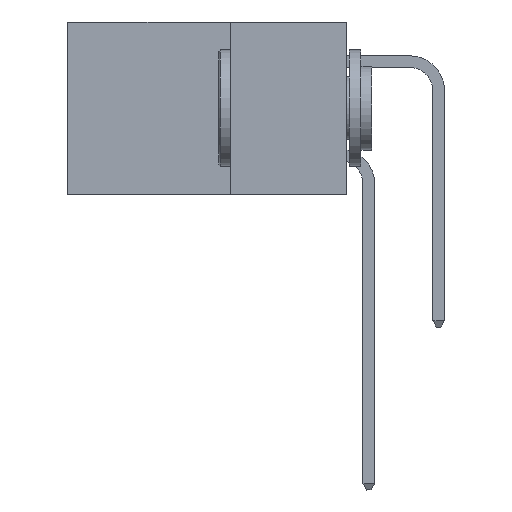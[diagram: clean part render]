
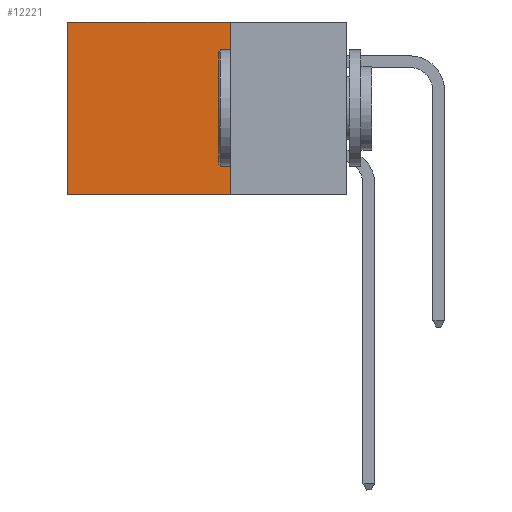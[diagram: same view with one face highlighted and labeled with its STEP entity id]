
A CAD part, left-side view. The second image highlights one B-rep face of the part: STEP entity #12221.
In plain terms, the highlighted planar face has unit normal (-1, 0, 0).
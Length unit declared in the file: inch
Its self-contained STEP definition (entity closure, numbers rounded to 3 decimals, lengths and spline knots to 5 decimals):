
#884 = VERTEX_POINT ( 'NONE', #18268 ) ;
#1536 = AXIS2_PLACEMENT_3D ( 'NONE', #7096, #18702, #11820 ) ;
#5575 = LINE ( 'NONE', #7665, #8112 ) ;
#6576 = CARTESIAN_POINT ( 'NONE',  ( 0.2875, 0.25, 0. ) ) ;
#7096 = CARTESIAN_POINT ( 'NONE',  ( 0.2875, 0.25, 0. ) ) ;
#7665 = CARTESIAN_POINT ( 'NONE',  ( 0.2875, 0.25, 0. ) ) ;
#7760 = ORIENTED_EDGE ( 'NONE', *, *, #23741, .T. ) ;
#8042 = CARTESIAN_POINT ( 'NONE',  ( 0.2875, 0.25, -0.37 ) ) ;
#8112 = VECTOR ( 'NONE', #14494, 39.37008 ) ;
#8149 = DIRECTION ( 'NONE',  ( 0., 0., -1. ) ) ;
#8968 = CARTESIAN_POINT ( 'NONE',  ( 0.2875, 0.6, -0.37 ) ) ;
#9850 = VECTOR ( 'NONE', #17144, 39.37008 ) ;
#10624 = VECTOR ( 'NONE', #22756, 39.37008 ) ;
#10972 = LINE ( 'NONE', #6576, #10624 ) ;
#11593 = EDGE_LOOP ( 'NONE', ( #7760, #17726, #15933, #14293 ) ) ;
#11820 = DIRECTION ( 'NONE',  ( 0., 0., -1. ) ) ;
#12104 = LINE ( 'NONE', #13054, #23507 ) ;
#12221 = ADVANCED_FACE ( 'NONE', ( #21210 ), #18603, .F. ) ;
#12753 = LINE ( 'NONE', #8042, #9850 ) ;
#13054 = CARTESIAN_POINT ( 'NONE',  ( 0.2875, 0.6, 0. ) ) ;
#14293 = ORIENTED_EDGE ( 'NONE', *, *, #20664, .T. ) ;
#14494 = DIRECTION ( 'NONE',  ( 0., 1., 0. ) ) ;
#14826 = VERTEX_POINT ( 'NONE', #21540 ) ;
#15933 = ORIENTED_EDGE ( 'NONE', *, *, #23321, .F. ) ;
#16254 = CARTESIAN_POINT ( 'NONE',  ( 0.2875, 0.6, 0. ) ) ;
#17144 = DIRECTION ( 'NONE',  ( 0., 1., 0. ) ) ;
#17726 = ORIENTED_EDGE ( 'NONE', *, *, #21043, .F. ) ;
#18268 = CARTESIAN_POINT ( 'NONE',  ( 0.2875, 0.25, 0. ) ) ;
#18603 = PLANE ( 'NONE',  #1536 ) ;
#18702 = DIRECTION ( 'NONE',  ( 1., 0., 0. ) ) ;
#20664 = EDGE_CURVE ( 'NONE', #884, #27199, #5575, .T. ) ;
#21043 = EDGE_CURVE ( 'NONE', #14826, #21882, #12753, .T. ) ;
#21210 = FACE_OUTER_BOUND ( 'NONE', #11593, .T. ) ;
#21540 = CARTESIAN_POINT ( 'NONE',  ( 0.2875, 0.25, -0.37 ) ) ;
#21882 = VERTEX_POINT ( 'NONE', #8968 ) ;
#22756 = DIRECTION ( 'NONE',  ( 0., 0., -1. ) ) ;
#23321 = EDGE_CURVE ( 'NONE', #884, #14826, #10972, .T. ) ;
#23507 = VECTOR ( 'NONE', #8149, 39.37008 ) ;
#23741 = EDGE_CURVE ( 'NONE', #27199, #21882, #12104, .T. ) ;
#27199 = VERTEX_POINT ( 'NONE', #16254 ) ;
